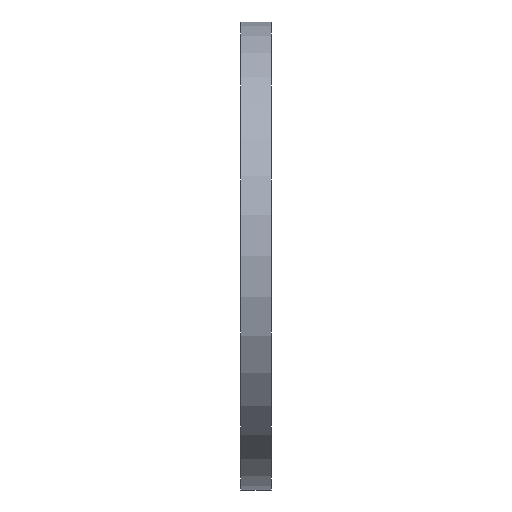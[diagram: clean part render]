
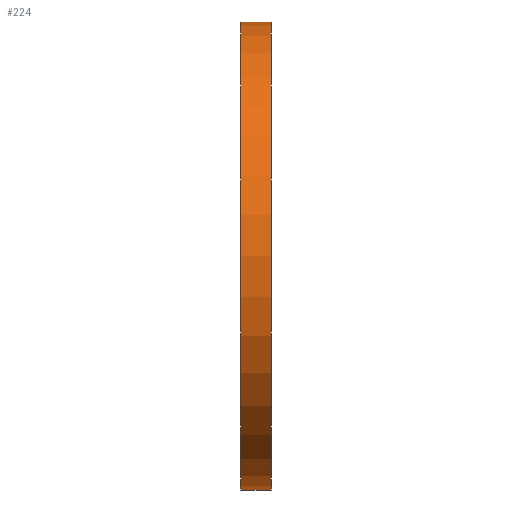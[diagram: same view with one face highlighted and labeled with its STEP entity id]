
A CAD part, left-side view. The second image highlights one B-rep face of the part: STEP entity #224.
In plain terms, the highlighted cylindrical face has radius 197.5 mm (diameter 395 mm), a partial arc.
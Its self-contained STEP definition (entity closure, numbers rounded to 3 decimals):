
#43 = EDGE_CURVE ( 'NONE', #929, #1071, #354, .T. ) ;
#45 = LINE ( 'NONE', #146, #562 ) ;
#82 = DIRECTION ( 'NONE',  ( 0., 1., 0. ) ) ;
#87 = CARTESIAN_POINT ( 'NONE',  ( 0., 0., 0. ) ) ;
#121 = AXIS2_PLACEMENT_3D ( 'NONE', #150, #1036, #412 ) ;
#146 = CARTESIAN_POINT ( 'NONE',  ( 0., 34.695, -197.5 ) ) ;
#150 = CARTESIAN_POINT ( 'NONE',  ( 0., 34.695, 0. ) ) ;
#224 = ADVANCED_FACE ( 'NONE', ( #1110 ), #943, .T. ) ;
#264 = ORIENTED_EDGE ( 'NONE', *, *, #43, .F. ) ;
#292 = DIRECTION ( 'NONE',  ( 0., 1., 0. ) ) ;
#324 = EDGE_CURVE ( 'NONE', #557, #929, #45, .T. ) ;
#352 = VECTOR ( 'NONE', #401, 1000. ) ;
#354 = CIRCLE ( 'NONE', #1009, 197.5 ) ;
#390 = AXIS2_PLACEMENT_3D ( 'NONE', #87, #82, #684 ) ;
#401 = DIRECTION ( 'NONE',  ( 0., 1., 0. ) ) ;
#403 = DIRECTION ( 'NONE',  ( 0., 0., 1. ) ) ;
#412 = DIRECTION ( 'NONE',  ( 0., 0., 1. ) ) ;
#428 = EDGE_CURVE ( 'NONE', #797, #1071, #834, .T. ) ;
#477 = EDGE_CURVE ( 'NONE', #557, #797, #900, .T. ) ;
#524 = CARTESIAN_POINT ( 'NONE',  ( 0., 0., -197.5 ) ) ;
#557 = VERTEX_POINT ( 'NONE', #524 ) ;
#560 = CARTESIAN_POINT ( 'NONE',  ( 0., 34.695, 197.5 ) ) ;
#562 = VECTOR ( 'NONE', #292, 1000. ) ;
#582 = CARTESIAN_POINT ( 'NONE',  ( 0., 0., 197.5 ) ) ;
#603 = DIRECTION ( 'NONE',  ( 0., 1., 0. ) ) ;
#648 = ORIENTED_EDGE ( 'NONE', *, *, #477, .T. ) ;
#684 = DIRECTION ( 'NONE',  ( 0., 0., 1. ) ) ;
#710 = CARTESIAN_POINT ( 'NONE',  ( 0., 26., 197.5 ) ) ;
#797 = VERTEX_POINT ( 'NONE', #582 ) ;
#834 = LINE ( 'NONE', #560, #352 ) ;
#861 = CARTESIAN_POINT ( 'NONE',  ( 0., 26., -197.5 ) ) ;
#900 = CIRCLE ( 'NONE', #390, 197.5 ) ;
#929 = VERTEX_POINT ( 'NONE', #861 ) ;
#943 = CYLINDRICAL_SURFACE ( 'NONE', #121, 197.5 ) ;
#949 = ORIENTED_EDGE ( 'NONE', *, *, #324, .F. ) ;
#992 = EDGE_LOOP ( 'NONE', ( #949, #648, #1076, #264 ) ) ;
#1009 = AXIS2_PLACEMENT_3D ( 'NONE', #1103, #603, #403 ) ;
#1036 = DIRECTION ( 'NONE',  ( 0., 1., 0. ) ) ;
#1071 = VERTEX_POINT ( 'NONE', #710 ) ;
#1076 = ORIENTED_EDGE ( 'NONE', *, *, #428, .T. ) ;
#1103 = CARTESIAN_POINT ( 'NONE',  ( 0., 26., 0. ) ) ;
#1110 = FACE_OUTER_BOUND ( 'NONE', #992, .T. ) ;
